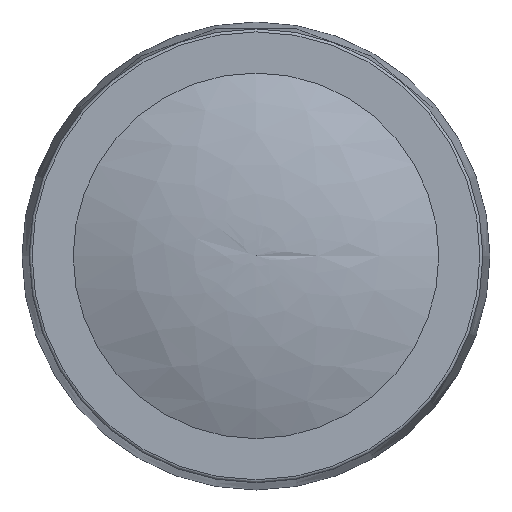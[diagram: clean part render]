
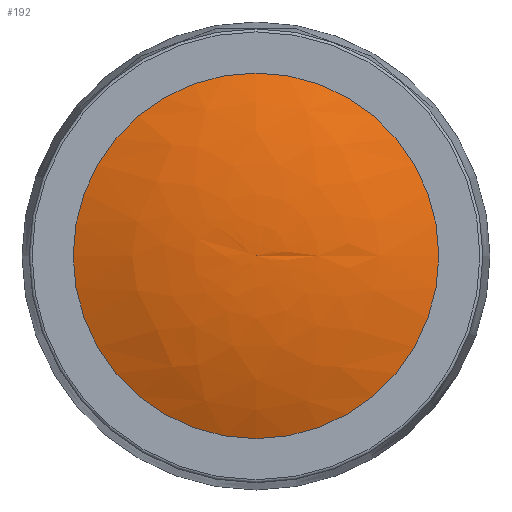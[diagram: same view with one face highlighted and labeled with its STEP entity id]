
A CAD part, top view. The second image highlights one B-rep face of the part: STEP entity #192.
In plain terms, the highlighted free-form (B-spline) face has degree [3, 3] with [4, 7] control points.
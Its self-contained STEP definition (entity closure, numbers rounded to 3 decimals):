
#192 = ADVANCED_FACE( '', ( #436, #437 ), #438, .T. );
#436 = FACE_BOUND( '', #725, .T. );
#437 = FACE_OUTER_BOUND( '', #726, .T. );
#438 = ( BOUNDED_SURFACE(  )B_SPLINE_SURFACE( 3, 3, ( ( #729, #730, #731, #732, #733, #734, #735 ), ( #736, #737, #738, #739, #740, #741, #742 ), ( #743, #744, #745, #746, #747, #748, #749 ), ( #750, #751, #752, #753, #754, #755, #756 ) ), .UNSPECIFIED., .F., .T., .F. )B_SPLINE_SURFACE_WITH_KNOTS( ( 4, 4 ), ( 4, 3, 4 ), ( 0., 6.283 ), ( 1.175, 1.389, 1.602 ), .UNSPECIFIED. )GEOMETRIC_REPRESENTATION_ITEM(  )RATIONAL_B_SPLINE_SURFACE( ( ( 1., 0.333, 0.333, 1., 0.333, 0.333, 1. ), ( 0.985, 0.328, 0.328, 0.985, 0.328, 0.328, 0.985 ), ( 0.985, 0.328, 0.328, 0.985, 0.328, 0.328, 0.985 ), ( 1., 0.333, 0.333, 1., 0.333, 0.333, 1. ) ) )REPRESENTATION_ITEM( '' )SURFACE(  ) );
#725 = VERTEX_LOOP( '', #1185 );
#726 = EDGE_LOOP( '', ( #1186 ) );
#729 = CARTESIAN_POINT( '', ( 0., 0., 27.6 ) );
#730 = CARTESIAN_POINT( '', ( 0., 0., 27.6 ) );
#731 = CARTESIAN_POINT( '', ( 0., 0., 27.6 ) );
#732 = CARTESIAN_POINT( '', ( 0., 0., 27.6 ) );
#733 = CARTESIAN_POINT( '', ( 0., 0., 27.6 ) );
#734 = CARTESIAN_POINT( '', ( 0., 0., 27.6 ) );
#735 = CARTESIAN_POINT( '', ( 0., 0., 27.6 ) );
#736 = CARTESIAN_POINT( '', ( 4.3, 0., 27.735 ) );
#737 = CARTESIAN_POINT( '', ( 4.3, 8.599, 27.735 ) );
#738 = CARTESIAN_POINT( '', ( -4.3, 8.599, 27.735 ) );
#739 = CARTESIAN_POINT( '', ( -4.3, 0., 27.735 ) );
#740 = CARTESIAN_POINT( '', ( -4.3, -8.599, 27.735 ) );
#741 = CARTESIAN_POINT( '', ( 4.3, -8.599, 27.735 ) );
#742 = CARTESIAN_POINT( '', ( 4.3, 0., 27.735 ) );
#743 = CARTESIAN_POINT( '', ( 8.53, 0., 26.957 ) );
#744 = CARTESIAN_POINT( '', ( 8.53, 17.06, 26.957 ) );
#745 = CARTESIAN_POINT( '', ( -8.53, 17.06, 26.957 ) );
#746 = CARTESIAN_POINT( '', ( -8.53, 0., 26.957 ) );
#747 = CARTESIAN_POINT( '', ( -8.53, -17.06, 26.957 ) );
#748 = CARTESIAN_POINT( '', ( 8.53, -17.06, 26.957 ) );
#749 = CARTESIAN_POINT( '', ( 8.53, 0., 26.957 ) );
#750 = CARTESIAN_POINT( '', ( 12.5, 0., 25.3 ) );
#751 = CARTESIAN_POINT( '', ( 12.5, 25., 25.3 ) );
#752 = CARTESIAN_POINT( '', ( -12.5, 25., 25.3 ) );
#753 = CARTESIAN_POINT( '', ( -12.5, 0., 25.3 ) );
#754 = CARTESIAN_POINT( '', ( -12.5, -25., 25.3 ) );
#755 = CARTESIAN_POINT( '', ( 12.5, -25., 25.3 ) );
#756 = CARTESIAN_POINT( '', ( 12.5, 0., 25.3 ) );
#1185 = VERTEX_POINT( '', #1512 );
#1186 = ORIENTED_EDGE( '', *, *, #1507, .T. );
#1507 = EDGE_CURVE( '', #1765, #1765, #1766, .T. );
#1512 = CARTESIAN_POINT( '', ( 0., 0., 27.6 ) );
#1765 = VERTEX_POINT( '', #2182 );
#1766 = CIRCLE( '', #2183, 12.5 );
#2182 = CARTESIAN_POINT( '', ( 12.5, 0., 25.3 ) );
#2183 = AXIS2_PLACEMENT_3D( '', #2446, #2447, #2448 );
#2446 = CARTESIAN_POINT( '', ( 0., 0., 25.3 ) );
#2447 = DIRECTION( '', ( 0., 0., 1. ) );
#2448 = DIRECTION( '', ( 1., 0., 0. ) );
